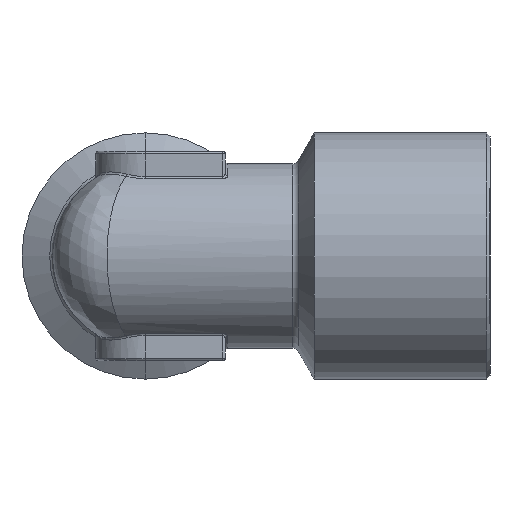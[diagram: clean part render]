
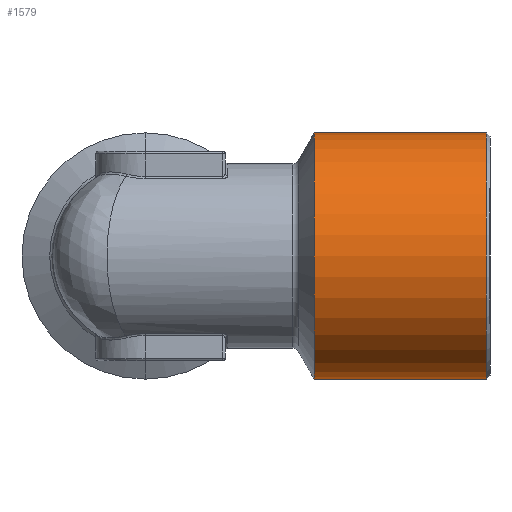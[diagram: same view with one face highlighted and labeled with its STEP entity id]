
A CAD part, left-side view. The second image highlights one B-rep face of the part: STEP entity #1579.
In plain terms, the highlighted cylindrical face has radius 10 mm (diameter 20 mm), a partial arc.
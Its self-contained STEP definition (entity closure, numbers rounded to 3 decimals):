
#37 = CYLINDRICAL_SURFACE ( 'NONE', #3240, 10. ) ;
#191 = FACE_OUTER_BOUND ( 'NONE', #936, .T. ) ;
#192 = CARTESIAN_POINT ( 'NONE',  ( 0., 0., 0. ) ) ;
#296 = DIRECTION ( 'NONE',  ( 0., 1., 0. ) ) ;
#297 = DIRECTION ( 'NONE',  ( 0., 0., 1. ) ) ;
#793 = CARTESIAN_POINT ( 'NONE',  ( 0., -27.7, 0. ) ) ;
#794 = DIRECTION ( 'NONE',  ( 0., 1., 0. ) ) ;
#795 = DIRECTION ( 'NONE',  ( 0., 0., 1. ) ) ;
#936 = EDGE_LOOP ( 'NONE', ( #1289, #1288, #1287, #1286 ) ) ;
#1015 = VERTEX_POINT ( 'NONE', #1727 ) ;
#1206 = VERTEX_POINT ( 'NONE', #1888 ) ;
#1255 = VERTEX_POINT ( 'NONE', #1673 ) ;
#1286 = ORIENTED_EDGE ( 'NONE', *, *, #3146, .T. ) ;
#1287 = ORIENTED_EDGE ( 'NONE', *, *, #3097, .T. ) ;
#1288 = ORIENTED_EDGE ( 'NONE', *, *, #4337, .T. ) ;
#1289 = ORIENTED_EDGE ( 'NONE', *, *, #3095, .F. ) ;
#1579 = ADVANCED_FACE ( 'NONE', ( #191 ), #37, .T. ) ;
#1673 = CARTESIAN_POINT ( 'NONE',  ( 0., -13.732, 10. ) ) ;
#1727 = CARTESIAN_POINT ( 'NONE',  ( 0., -27.7, 10. ) ) ;
#1888 = CARTESIAN_POINT ( 'NONE',  ( 0., -27.7, -10. ) ) ;
#2351 = VERTEX_POINT ( 'NONE', #2840 ) ;
#2840 = CARTESIAN_POINT ( 'NONE',  ( 0., -13.732, -10. ) ) ;
#2871 = CIRCLE ( 'NONE', #2878, 10. ) ;
#2878 = AXIS2_PLACEMENT_3D ( 'NONE', #793, #794, #795 ) ;
#2963 = VECTOR ( 'NONE', #3637, 1000. ) ;
#2974 = VECTOR ( 'NONE', #3641, 1000. ) ;
#3095 = EDGE_CURVE ( 'NONE', #1206, #2351, #3628, .T. ) ;
#3097 = EDGE_CURVE ( 'NONE', #1015, #1255, #3634, .T. ) ;
#3146 = EDGE_CURVE ( 'NONE', #1255, #2351, #4212, .T. ) ;
#3240 = AXIS2_PLACEMENT_3D ( 'NONE', #192, #296, #297 ) ;
#3628 = LINE ( 'NONE', #3636, #2963 ) ;
#3629 = CARTESIAN_POINT ( 'NONE',  ( 0., 0., 10. ) ) ;
#3634 = LINE ( 'NONE', #3629, #2974 ) ;
#3636 = CARTESIAN_POINT ( 'NONE',  ( 0., 0., -10. ) ) ;
#3637 = DIRECTION ( 'NONE',  ( 0., 1., 0. ) ) ;
#3641 = DIRECTION ( 'NONE',  ( 0., 1., 0. ) ) ;
#3811 = CARTESIAN_POINT ( 'NONE',  ( 0., -13.732, 0. ) ) ;
#3812 = DIRECTION ( 'NONE',  ( 0., -1., 0. ) ) ;
#3813 = DIRECTION ( 'NONE',  ( 1., 0., 0. ) ) ;
#4212 = CIRCLE ( 'NONE', #4218, 10. ) ;
#4218 = AXIS2_PLACEMENT_3D ( 'NONE', #3811, #3812, #3813 ) ;
#4337 = EDGE_CURVE ( 'NONE', #1206, #1015, #2871, .T. ) ;
